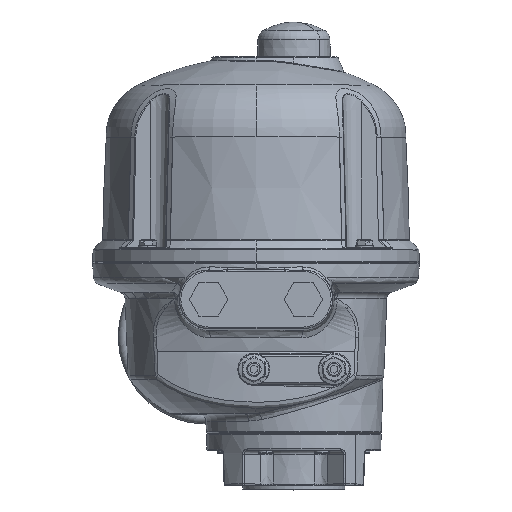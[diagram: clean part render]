
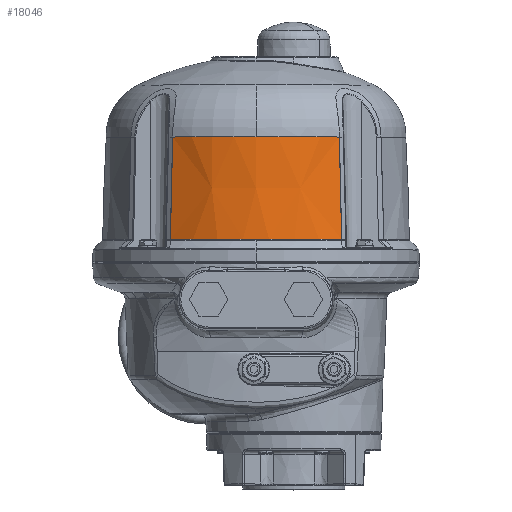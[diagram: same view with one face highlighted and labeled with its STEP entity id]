
A CAD part, top view. The second image highlights one B-rep face of the part: STEP entity #18046.
In plain terms, the highlighted conical face has half-angle 2 degrees and reference radius 105.5 mm.
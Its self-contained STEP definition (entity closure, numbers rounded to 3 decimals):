
#860 = DIRECTION ( 'NONE',  ( 0., -1., 0. ) ) ;
#1584 = B_SPLINE_CURVE_WITH_KNOTS ( 'NONE', 3,
 ( #2058, #31012, #35889, #48119, #2769, #27737, #23395, #23753, #11193, #39849, #7096, #11371, #40389 ),
 .UNSPECIFIED., .F., .F.,
 ( 4, 3, 3, 3, 4 ),
 ( 0., 0.001, 0.005, 0.021, 0.07 ),
 .UNSPECIFIED. ) ;
#2058 = CARTESIAN_POINT ( 'NONE',  ( -57.118, 184.805, -31.242 ) ) ;
#2769 = CARTESIAN_POINT ( 'NONE',  ( -57.17, 182.473, -31.179 ) ) ;
#2928 = CARTESIAN_POINT ( 'NONE',  ( 0., 114.3, -117. ) ) ;
#5561 = CARTESIAN_POINT ( 'NONE',  ( 58.679, 114.697, -29.341 ) ) ;
#6410 = EDGE_CURVE ( 'NONE', #17291, #51049, #35508, .T. ) ;
#6661 = CARTESIAN_POINT ( 'NONE',  ( 57.118, 184.805, -31.242 ) ) ;
#6931 = CARTESIAN_POINT ( 'NONE',  ( 58.33, 130.354, -29.766 ) ) ;
#7096 = CARTESIAN_POINT ( 'NONE',  ( -57.95, 147.444, -30.229 ) ) ;
#7123 = CARTESIAN_POINT ( 'NONE',  ( 57.118, 184.805, -31.242 ) ) ;
#7290 = CARTESIAN_POINT ( 'NONE',  ( 57.847, 152.058, -30.354 ) ) ;
#11193 = CARTESIAN_POINT ( 'NONE',  ( -57.466, 169.148, -30.818 ) ) ;
#11371 = CARTESIAN_POINT ( 'NONE',  ( -58.314, 131.07, -29.785 ) ) ;
#11466 = AXIS2_PLACEMENT_3D ( 'NONE', #35111, #22213, #22753 ) ;
#11753 = CARTESIAN_POINT ( 'NONE',  ( 58.679, 114.697, -29.341 ) ) ;
#15010 = CARTESIAN_POINT ( 'NONE',  ( 58.657, 115.696, -29.368 ) ) ;
#15135 = DIRECTION ( 'NONE',  ( 0., 0., -1. ) ) ;
#15174 = CARTESIAN_POINT ( 'NONE',  ( 58.449, 125.024, -29.621 ) ) ;
#15464 = ORIENTED_EDGE ( 'NONE', *, *, #17269, .T. ) ;
#15496 = CIRCLE ( 'NONE', #11466, 105.486 ) ;
#15558 = CARTESIAN_POINT ( 'NONE',  ( 58.627, 117.029, -29.404 ) ) ;
#15720 = CARTESIAN_POINT ( 'NONE',  ( 58.212, 135.684, -29.91 ) ) ;
#17269 = EDGE_CURVE ( 'NONE', #52129, #17291, #15496, .T. ) ;
#17291 = VERTEX_POINT ( 'NONE', #5561 ) ;
#18024 = CIRCLE ( 'NONE', #19759, 103.038 ) ;
#18046 = ADVANCED_FACE ( 'NONE', ( #21998 ), #49744, .T. ) ;
#18140 = EDGE_CURVE ( 'NONE', #51049, #42620, #19291, .T. ) ;
#19291 = CIRCLE ( 'NONE', #43438, 103.038 ) ;
#19759 = AXIS2_PLACEMENT_3D ( 'NONE', #38317, #860, #50392 ) ;
#20030 = ORIENTED_EDGE ( 'NONE', *, *, #6410, .T. ) ;
#21998 = FACE_OUTER_BOUND ( 'NONE', #47673, .T. ) ;
#22213 = DIRECTION ( 'NONE',  ( 0., 1., 0. ) ) ;
#22753 = DIRECTION ( 'NONE',  ( 0., 0., -1. ) ) ;
#23077 = ORIENTED_EDGE ( 'NONE', *, *, #53097, .T. ) ;
#23395 = CARTESIAN_POINT ( 'NONE',  ( -57.229, 179.808, -31.107 ) ) ;
#23753 = CARTESIAN_POINT ( 'NONE',  ( -57.348, 174.478, -30.962 ) ) ;
#24768 = DIRECTION ( 'NONE',  ( 0., -1., 0. ) ) ;
#25820 = AXIS2_PLACEMENT_3D ( 'NONE', #2928, #28090, #15135 ) ;
#27737 = CARTESIAN_POINT ( 'NONE',  ( -57.199, 181.14, -31.143 ) ) ;
#28090 = DIRECTION ( 'NONE',  ( 0., -1., 0. ) ) ;
#28751 = CARTESIAN_POINT ( 'NONE',  ( -58.679, 114.697, -29.341 ) ) ;
#31012 = CARTESIAN_POINT ( 'NONE',  ( -57.125, 184.472, -31.233 ) ) ;
#31049 = CARTESIAN_POINT ( 'NONE',  ( 0., 184.805, -13.962 ) ) ;
#31775 = CARTESIAN_POINT ( 'NONE',  ( 58.568, 119.694, -29.477 ) ) ;
#34853 = ORIENTED_EDGE ( 'NONE', *, *, #49781, .T. ) ;
#35111 = CARTESIAN_POINT ( 'NONE',  ( 0., 114.697, -117. ) ) ;
#35508 = B_SPLINE_CURVE_WITH_KNOTS ( 'NONE', 3,
 ( #11753, #36453, #52838, #15010, #15558, #40601, #31775, #15174, #6931, #15720, #7290, #44530, #7123 ),
 .UNSPECIFIED., .F., .F.,
 ( 4, 3, 3, 3, 4 ),
 ( 0., 0.001, 0.005, 0.021, 0.07 ),
 .UNSPECIFIED. ) ;
#35889 = CARTESIAN_POINT ( 'NONE',  ( -57.133, 184.139, -31.224 ) ) ;
#36453 = CARTESIAN_POINT ( 'NONE',  ( 58.672, 115.03, -29.35 ) ) ;
#38317 = CARTESIAN_POINT ( 'NONE',  ( 0., 184.805, -117. ) ) ;
#38708 = CARTESIAN_POINT ( 'NONE',  ( -57.118, 184.805, -31.242 ) ) ;
#39849 = CARTESIAN_POINT ( 'NONE',  ( -57.585, 163.818, -30.673 ) ) ;
#40389 = CARTESIAN_POINT ( 'NONE',  ( -58.679, 114.697, -29.341 ) ) ;
#40601 = CARTESIAN_POINT ( 'NONE',  ( 58.597, 118.361, -29.44 ) ) ;
#41579 = CARTESIAN_POINT ( 'NONE',  ( 0., 184.805, -117. ) ) ;
#42249 = VERTEX_POINT ( 'NONE', #38708 ) ;
#42620 = VERTEX_POINT ( 'NONE', #31049 ) ;
#43438 = AXIS2_PLACEMENT_3D ( 'NONE', #41579, #24768, #49686 ) ;
#44530 = CARTESIAN_POINT ( 'NONE',  ( 57.482, 168.431, -30.798 ) ) ;
#47673 = EDGE_LOOP ( 'NONE', ( #53407, #34853, #23077, #15464, #20030 ) ) ;
#48119 = CARTESIAN_POINT ( 'NONE',  ( -57.14, 183.806, -31.215 ) ) ;
#49686 = DIRECTION ( 'NONE',  ( 0., 0., -1. ) ) ;
#49744 = CONICAL_SURFACE ( 'NONE', #25820, 105.5, 0.035 ) ;
#49781 = EDGE_CURVE ( 'NONE', #42620, #42249, #18024, .T. ) ;
#50392 = DIRECTION ( 'NONE',  ( 0., 0., -1. ) ) ;
#51049 = VERTEX_POINT ( 'NONE', #6661 ) ;
#52129 = VERTEX_POINT ( 'NONE', #28751 ) ;
#52838 = CARTESIAN_POINT ( 'NONE',  ( 58.664, 115.363, -29.359 ) ) ;
#53097 = EDGE_CURVE ( 'NONE', #42249, #52129, #1584, .T. ) ;
#53407 = ORIENTED_EDGE ( 'NONE', *, *, #18140, .T. ) ;
